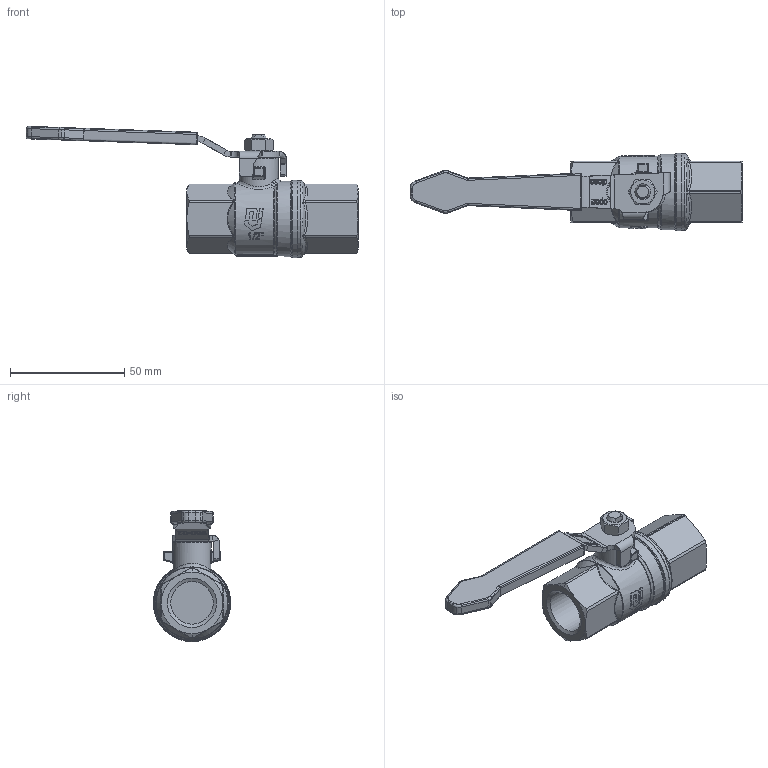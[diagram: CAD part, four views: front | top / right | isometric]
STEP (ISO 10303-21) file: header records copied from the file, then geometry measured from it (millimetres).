
FILE_DESCRIPTION(('HOOPS Exchange Step'),'2;1');
FILE_NAME('GK14_DN15.stp','2025-12-17T15:47:32+01:00',('nieru'),('Unknown organisation'),'HOOPS Exchange 2024.2','HOOPS Exchange','Unknown authorisation');
FILE_SCHEMA( ('AP203_CONFIGURATION_CONTROLLED_3D_DESIGN_OF_MECHANICAL_PARTS_AND_ASSEMBLIES_MIM_LF') );
Length unit declared in the file: millimetre
Products named in the file (2): 0; root
Assembly tree (1 placements, depth 2):
  root
    0
Bounding box: 145.48 x 34 x 57.55 mm (x, y, z)
Volume: 53195 mm3; surface area: 16726.8 mm2
Topology: 1 solids, 1 shells, 845 faces, 2262 edges, 1461 vertices
Faces by surface type: bspline 344, plane 249, cylinder 161, torus 42, cone 37, sphere 12
Full cylindrical faces by diameter (mm): 17 x1, 18.631 x2, 33 x1, 33.5 x1, 34 x1
Entity records: 35438 total; most frequent: CARTESIAN_POINT 17100, ORIENTED_EDGE 4496, DIRECTION 2381, EDGE_CURVE 2248, VERTEX_POINT 1461, B_SPLINE_CURVE_WITH_KNOTS 1162, EDGE_LOOP 901, FACE_BOUND 901
